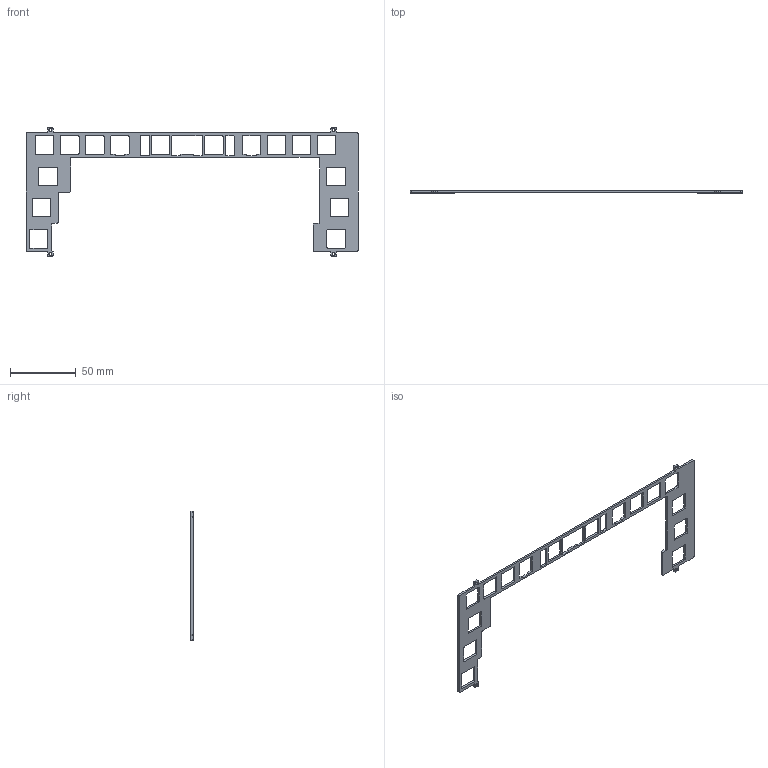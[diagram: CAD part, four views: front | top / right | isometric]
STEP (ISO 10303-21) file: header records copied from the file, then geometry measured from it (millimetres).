
FILE_DESCRIPTION(/* description */ (''),/* implementation_level */ '2;1');
FILE_NAME(/* name */ 'Bepovan_HalfPlate.step',/* time_stamp */ '2021-07-04T09:24:34-05:00',/* author */ (''),/* organization */ (''),/* preprocessor_version */ 'ST-DEVELOPER v18.1',/* originating_system */ 'Autodesk Translation Framework v10.9.0.1377',/* authorisation */ '');
FILE_SCHEMA (('AUTOMOTIVE_DESIGN { 1 0 10303 214 3 1 1 }'));
Length unit declared in the file: millimetre
Products named in the file (1): Half Plate
Bounding box: 252.41 x 1.59 x 98.49 mm (x, y, z)
Volume: 8227.4 mm3; surface area: 13437.3 mm2
Topology: 1 solids, 1 shells, 229 faces, 681 edges, 454 vertices
Faces by surface type: plane 120, cylinder 109
Full cylindrical faces by diameter (mm): 2.2 x4
Entity records: 7858 total; most frequent: CARTESIAN_POINT 1365, ORIENTED_EDGE 1362, DIRECTION 1359, EDGE_CURVE 681, LINE 463, VECTOR 463, VERTEX_POINT 454, AXIS2_PLACEMENT_3D 448
